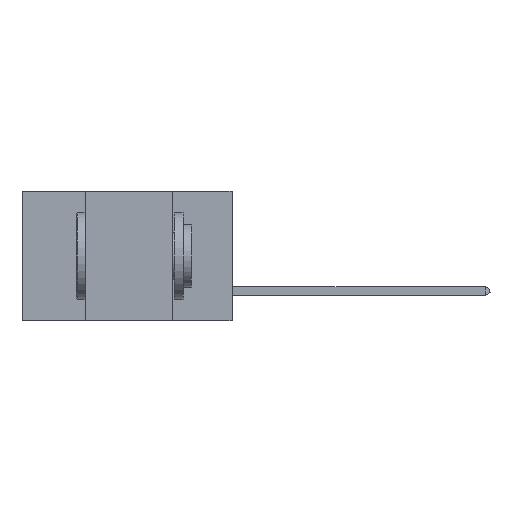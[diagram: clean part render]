
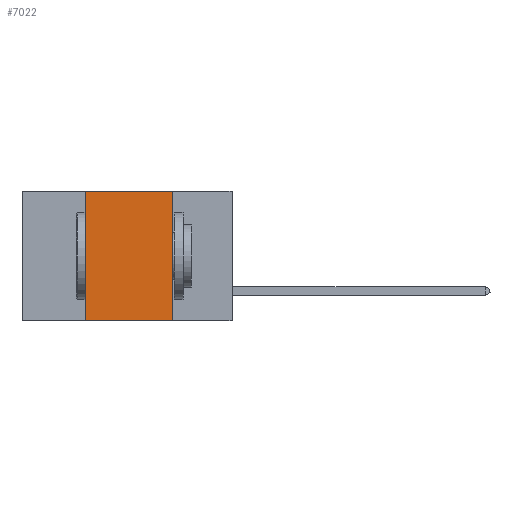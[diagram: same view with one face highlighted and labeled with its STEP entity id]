
A CAD part, left-side view. The second image highlights one B-rep face of the part: STEP entity #7022.
In plain terms, the highlighted planar face has unit normal (-1, 0, 0).
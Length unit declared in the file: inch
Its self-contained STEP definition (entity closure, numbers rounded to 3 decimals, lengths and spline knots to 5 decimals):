
#1390 = DIRECTION ( 'NONE',  ( 0., -1., 0. ) ) ;
#2424 = DIRECTION ( 'NONE',  ( 0., 0., -1. ) ) ;
#2427 = EDGE_CURVE ( 'NONE', #9841, #9604, #8786, .T. ) ;
#2647 = VERTEX_POINT ( 'NONE', #8448 ) ;
#4222 = VECTOR ( 'NONE', #6754, 39.37008 ) ;
#4681 = LINE ( 'NONE', #15502, #4222 ) ;
#4987 = VECTOR ( 'NONE', #1390, 39.37008 ) ;
#5053 = FACE_OUTER_BOUND ( 'NONE', #14163, .T. ) ;
#5074 = EDGE_CURVE ( 'NONE', #16534, #2647, #4681, .T. ) ;
#5131 = CARTESIAN_POINT ( 'NONE',  ( 0., 0.42, -0.37 ) ) ;
#5314 = PLANE ( 'NONE',  #6283 ) ;
#5374 = CARTESIAN_POINT ( 'NONE',  ( 0., 0.6, 0. ) ) ;
#6283 = AXIS2_PLACEMENT_3D ( 'NONE', #5374, #11214, #2424 ) ;
#6402 = CARTESIAN_POINT ( 'NONE',  ( 0., 0.17, 0. ) ) ;
#6754 = DIRECTION ( 'NONE',  ( 0., -1., 0. ) ) ;
#7022 = ADVANCED_FACE ( 'NONE', ( #5053 ), #5314, .F. ) ;
#7222 = VECTOR ( 'NONE', #13486, 39.37008 ) ;
#8352 = LINE ( 'NONE', #11617, #17588 ) ;
#8448 = CARTESIAN_POINT ( 'NONE',  ( 0., 0.17, -0.37 ) ) ;
#8786 = LINE ( 'NONE', #14782, #4987 ) ;
#9604 = VERTEX_POINT ( 'NONE', #6402 ) ;
#9841 = VERTEX_POINT ( 'NONE', #18005 ) ;
#10033 = DIRECTION ( 'NONE',  ( 0., 0., 1. ) ) ;
#10369 = ORIENTED_EDGE ( 'NONE', *, *, #16503, .F. ) ;
#10477 = ORIENTED_EDGE ( 'NONE', *, *, #16154, .F. ) ;
#11041 = LINE ( 'NONE', #12172, #7222 ) ;
#11214 = DIRECTION ( 'NONE',  ( 1., 0., 0. ) ) ;
#11617 = CARTESIAN_POINT ( 'NONE',  ( 0., 0.42, 0. ) ) ;
#12172 = CARTESIAN_POINT ( 'NONE',  ( 0., 0.17, 0. ) ) ;
#13072 = ORIENTED_EDGE ( 'NONE', *, *, #2427, .F. ) ;
#13486 = DIRECTION ( 'NONE',  ( 0., 0., -1. ) ) ;
#14163 = EDGE_LOOP ( 'NONE', ( #10369, #13072, #10477, #17598 ) ) ;
#14782 = CARTESIAN_POINT ( 'NONE',  ( 0., 0.6, 0. ) ) ;
#15502 = CARTESIAN_POINT ( 'NONE',  ( 0., 0.6, -0.37 ) ) ;
#16154 = EDGE_CURVE ( 'NONE', #16534, #9841, #8352, .T. ) ;
#16503 = EDGE_CURVE ( 'NONE', #9604, #2647, #11041, .T. ) ;
#16534 = VERTEX_POINT ( 'NONE', #5131 ) ;
#17588 = VECTOR ( 'NONE', #10033, 39.37008 ) ;
#17598 = ORIENTED_EDGE ( 'NONE', *, *, #5074, .T. ) ;
#18005 = CARTESIAN_POINT ( 'NONE',  ( 0., 0.42, 0. ) ) ;
